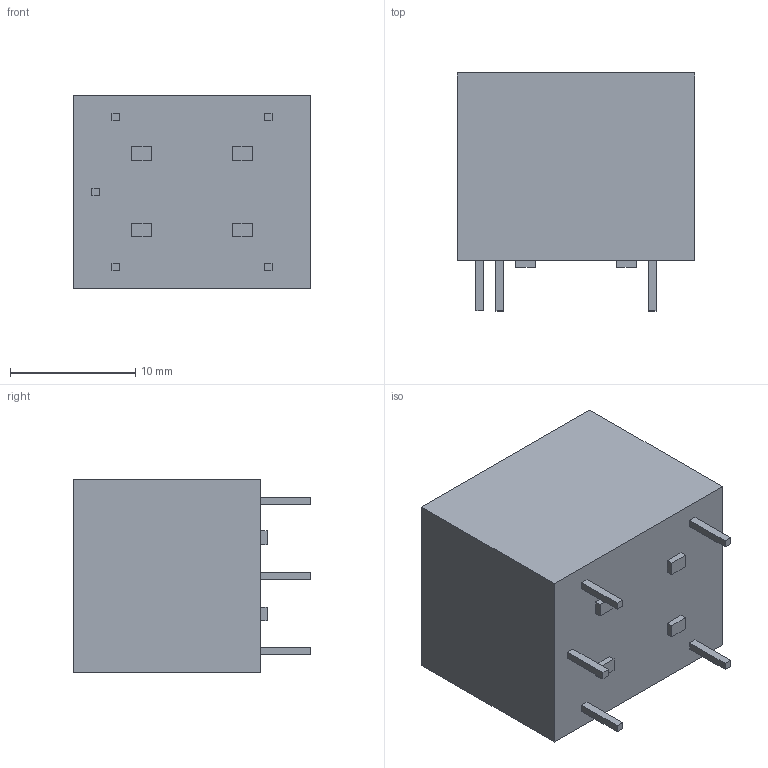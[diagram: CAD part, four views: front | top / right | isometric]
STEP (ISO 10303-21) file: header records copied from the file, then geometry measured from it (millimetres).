
FILE_DESCRIPTION (( 'STEP AP214' ), '1' );
FILE_NAME ('User Library-833H-1C-C-12VDC.STEP', '2017-11-19T18:42:04', ( '' ), ( '' ), 'SwSTEP 2.0', 'SolidWorks 2017', '' );
FILE_SCHEMA (( 'AUTOMOTIVE_DESIGN' ));
Length unit declared in the file: millimetre
Products named in the file (1): User Library-833H-1C-C-12VDC
Bounding box: 19 x 19 x 15.5 mm (x, y, z)
Volume: 4428.2 mm3; surface area: 1682.7 mm2
Topology: 1 solids, 1 shells, 51 faces, 120 edges, 80 vertices
Faces by surface type: plane 51
Entity records: 1534 total; most frequent: CARTESIAN_POINT 252, ORIENTED_EDGE 240, DIRECTION 224, EDGE_CURVE 120, VECTOR 120, LINE 120, VERTEX_POINT 80, EDGE_LOOP 60
